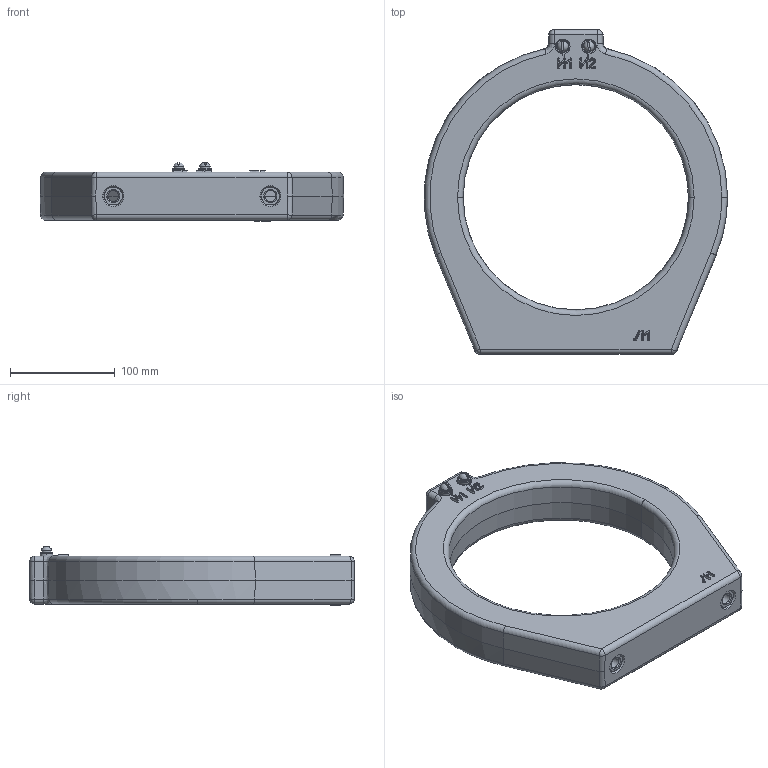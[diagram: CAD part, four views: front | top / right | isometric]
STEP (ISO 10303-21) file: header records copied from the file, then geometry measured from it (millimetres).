
FILE_DESCRIPTION (( 'STEP AP203' ), '1' );
FILE_NAME ('痀佮-200 .STEP', '2017-12-21T03:53:25', ( '' ), ( '' ), 'SwSTEP 2.0', 'SolidWorks 2010', '' );
FILE_SCHEMA (( 'CONFIG_CONTROL_DESIGN' ));
Products named in the file (1): 痀佮-200 
Bounding box: 289.62 x 310 x 56.82 mm (x, y, z)
Surface area: 141418.8 mm2 (no closed solid volume)
Topology: 0 solids, 64 shells, 342 faces, 2572 edges, 2280 vertices
Faces by surface type: plane 183, cone 56, cylinder 46, bspline 27, sphere 16, torus 14
Entity records: 33197 total; most frequent: CARTESIAN_POINT 16643, ORIENTED_EDGE 3149, EDGE_CURVE 2560, DIRECTION 2440, VERTEX_POINT 2280, LINE 1248, VECTOR 1248, B_SPLINE_CURVE_WITH_KNOTS 1023
